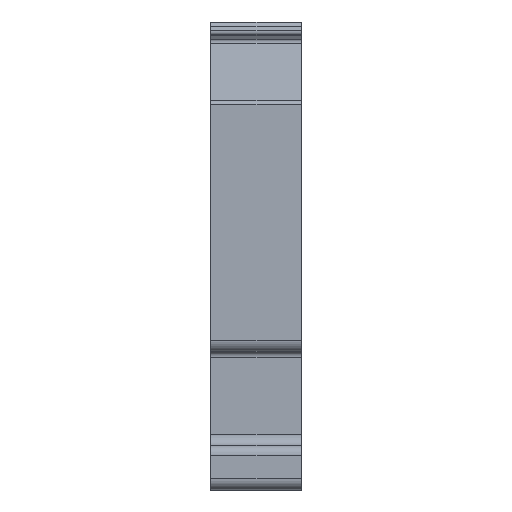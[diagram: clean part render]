
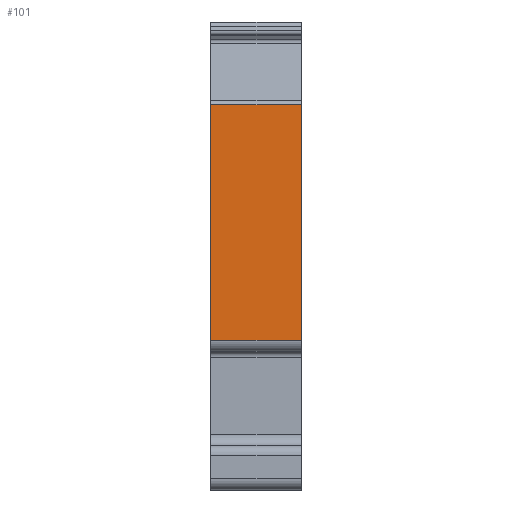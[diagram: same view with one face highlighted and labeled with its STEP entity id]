
A CAD part, left-side view. The second image highlights one B-rep face of the part: STEP entity #101.
In plain terms, the highlighted planar face has unit normal (-1, 0, 0).
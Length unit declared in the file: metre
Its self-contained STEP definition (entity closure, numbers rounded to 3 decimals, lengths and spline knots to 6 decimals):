
#101 = ADVANCED_FACE( '', ( #317 ), #318, .F. );
#317 = FACE_OUTER_BOUND( '', #699, .T. );
#318 = PLANE( '', #700 );
#699 = EDGE_LOOP( '', ( #1446, #1447, #1448, #1449 ) );
#700 = AXIS2_PLACEMENT_3D( '', #1450, #1451, #1452 );
#1446 = ORIENTED_EDGE( '', *, *, #2898, .T. );
#1447 = ORIENTED_EDGE( '', *, *, #2940, .F. );
#1448 = ORIENTED_EDGE( '', *, *, #2697, .F. );
#1449 = ORIENTED_EDGE( '', *, *, #2941, .T. );
#1450 = CARTESIAN_POINT( '', ( -0.03475, -0.00815, -0.023912 ) );
#1451 = DIRECTION( '', ( 1., 0., 0. ) );
#1452 = DIRECTION( '', ( 0., 1., 0. ) );
#2697 = EDGE_CURVE( '', #3270, #3272, #3273, .F. );
#2898 = EDGE_CURVE( '', #3655, #3653, #3656, .T. );
#2940 = EDGE_CURVE( '', #3272, #3653, #3731, .T. );
#2941 = EDGE_CURVE( '', #3270, #3655, #3732, .T. );
#3270 = VERTEX_POINT( '', #4170 );
#3272 = VERTEX_POINT( '', #4172 );
#3273 = LINE( '', #4173, #4174 );
#3653 = VERTEX_POINT( '', #4688 );
#3655 = VERTEX_POINT( '', #4690 );
#3656 = LINE( '', #4691, #4692 );
#3731 = LINE( '', #4794, #4795 );
#3732 = LINE( '', #4796, #4797 );
#4170 = CARTESIAN_POINT( '', ( -0.03475, -0.00815, -0.002723 ) );
#4172 = CARTESIAN_POINT( '', ( -0.03475, -0.00815, -0.023912 ) );
#4173 = CARTESIAN_POINT( '', ( -0.03475, -0.00815, 0.004238 ) );
#4174 = VECTOR( '', #5391, 1. );
#4688 = CARTESIAN_POINT( '', ( -0.03475, 0., -0.023912 ) );
#4690 = CARTESIAN_POINT( '', ( -0.03475, 0., -0.002723 ) );
#4691 = CARTESIAN_POINT( '', ( -0.03475, 0., -0.023912 ) );
#4692 = VECTOR( '', #5727, 1. );
#4794 = CARTESIAN_POINT( '', ( -0.03475, -0.00815, -0.023912 ) );
#4795 = VECTOR( '', #5797, 1. );
#4796 = CARTESIAN_POINT( '', ( -0.03475, -0.00815, -0.002723 ) );
#4797 = VECTOR( '', #5798, 1. );
#5391 = DIRECTION( '', ( 0., 0., 1. ) );
#5727 = DIRECTION( '', ( 0., 0., -1. ) );
#5797 = DIRECTION( '', ( 0., 1., 0. ) );
#5798 = DIRECTION( '', ( 0., 1., 0. ) );
